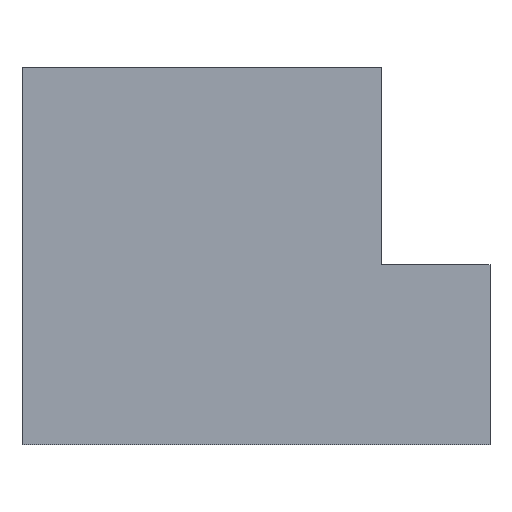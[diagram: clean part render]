
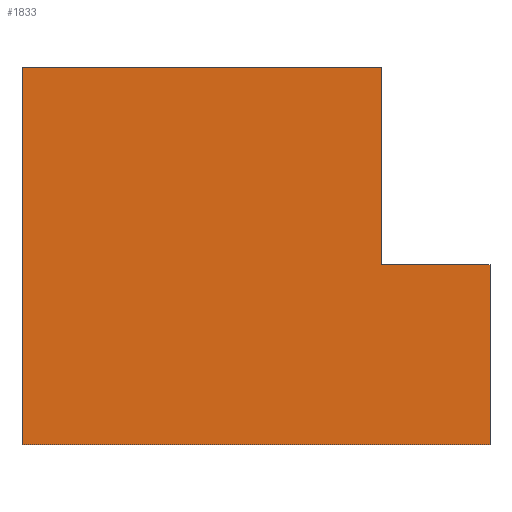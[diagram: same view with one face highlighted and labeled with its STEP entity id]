
A CAD part, front view. The second image highlights one B-rep face of the part: STEP entity #1833.
In plain terms, the highlighted planar face has unit normal (0, -1, 0).
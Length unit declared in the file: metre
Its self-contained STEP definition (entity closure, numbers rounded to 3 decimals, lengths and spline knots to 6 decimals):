
#184=ORIENTED_EDGE('',*,*,#687,.T.);
#185=ORIENTED_EDGE('',*,*,#680,.T.);
#186=ORIENTED_EDGE('',*,*,#688,.T.);
#187=ORIENTED_EDGE('',*,*,#689,.T.);
#188=ORIENTED_EDGE('',*,*,#690,.F.);
#189=ORIENTED_EDGE('',*,*,#691,.F.);
#680=EDGE_CURVE('',#924,#927,#1103,.T.);
#687=EDGE_CURVE('',#934,#924,#1110,.T.);
#688=EDGE_CURVE('',#927,#935,#1111,.T.);
#689=EDGE_CURVE('',#935,#936,#1112,.T.);
#690=EDGE_CURVE('',#937,#936,#1113,.T.);
#691=EDGE_CURVE('',#934,#937,#1114,.T.);
#924=VERTEX_POINT('',#2794);
#927=VERTEX_POINT('',#2799);
#934=VERTEX_POINT('',#2815);
#935=VERTEX_POINT('',#2817);
#936=VERTEX_POINT('',#2819);
#937=VERTEX_POINT('',#2821);
#1103=LINE('',#2800,#1314);
#1110=LINE('',#2814,#1321);
#1111=LINE('',#2816,#1322);
#1112=LINE('',#2818,#1323);
#1113=LINE('',#2820,#1324);
#1114=LINE('',#2822,#1325);
#1314=VECTOR('',#2221,1.);
#1321=VECTOR('',#2230,1.);
#1322=VECTOR('',#2231,1.);
#1323=VECTOR('',#2232,1.);
#1324=VECTOR('',#2233,1.);
#1325=VECTOR('',#2234,1.);
#1468=EDGE_LOOP('',(#184,#185,#186,#187,#188,#189));
#1612=FACE_BOUND('',#1468,.T.);
#1750=PLANE('',#1982);
#1833=ADVANCED_FACE('',(#1612),#1750,.T.);
#1982=AXIS2_PLACEMENT_3D('',#2813,#2228,#2229);
#2221=DIRECTION('',(0.,0.,1.));
#2228=DIRECTION('',(0.,-1.,0.));
#2229=DIRECTION('',(1.,0.,0.));
#2230=DIRECTION('',(-1.,0.,0.));
#2231=DIRECTION('',(-1.,0.,0.));
#2232=DIRECTION('',(0.,0.,-1.));
#2233=DIRECTION('',(-1.,0.,0.));
#2234=DIRECTION('',(0.,0.,-1.));
#2794=CARTESIAN_POINT('',(-0.021788,0.003392,0.0124));
#2799=CARTESIAN_POINT('',(-0.021788,0.003392,0.026));
#2800=CARTESIAN_POINT('',(-0.021788,0.003392,0.0124));
#2813=CARTESIAN_POINT('',(-0.030441,0.003392,0.026));
#2814=CARTESIAN_POINT('',(-0.030441,0.003392,0.0124));
#2815=CARTESIAN_POINT('',(-0.014318,0.003392,0.0124));
#2816=CARTESIAN_POINT('',(-0.030441,0.003392,0.026));
#2817=CARTESIAN_POINT('',(-0.046564,0.003392,0.026));
#2818=CARTESIAN_POINT('',(-0.046564,0.003392,0.026));
#2819=CARTESIAN_POINT('',(-0.046564,0.003392,0.));
#2820=CARTESIAN_POINT('',(-0.030441,0.003392,0.));
#2821=CARTESIAN_POINT('',(-0.014318,0.003392,0.));
#2822=CARTESIAN_POINT('',(-0.014318,0.003392,0.026));
